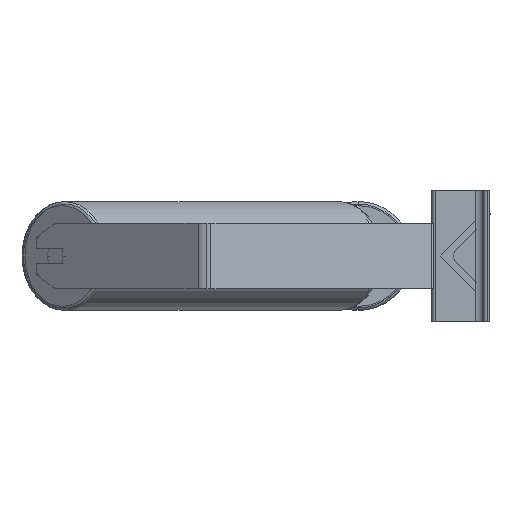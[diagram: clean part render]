
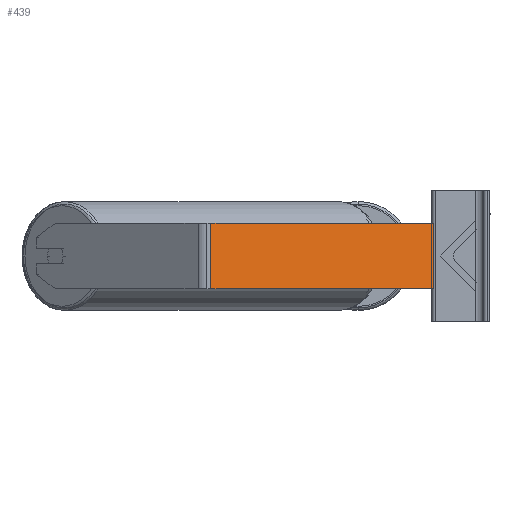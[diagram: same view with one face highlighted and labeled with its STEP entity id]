
A CAD part, left-side view. The second image highlights one B-rep face of the part: STEP entity #439.
In plain terms, the highlighted planar face has unit normal (-0.94, -0.342, 0).
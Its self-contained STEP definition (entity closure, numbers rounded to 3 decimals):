
#60 = LINE ( 'NONE', #6878, #9515 ) ;
#403 = DIRECTION ( 'NONE',  ( 0.94, 0.342, 0. ) ) ;
#439 = ADVANCED_FACE ( 'NONE', ( #3913 ), #2245, .F. ) ;
#654 = EDGE_LOOP ( 'NONE', ( #10607, #2517, #10465, #3111 ) ) ;
#1280 = VERTEX_POINT ( 'NONE', #4442 ) ;
#1557 = CARTESIAN_POINT ( 'NONE',  ( -787.518, 8.948, 40. ) ) ;
#1763 = VECTOR ( 'NONE', #7418, 1000. ) ;
#2071 = AXIS2_PLACEMENT_3D ( 'NONE', #7534, #403, #9908 ) ;
#2245 = PLANE ( 'NONE',  #2071 ) ;
#2347 = CARTESIAN_POINT ( 'NONE',  ( -886.359, 280.513, 40. ) ) ;
#2517 = ORIENTED_EDGE ( 'NONE', *, *, #9941, .F. ) ;
#2523 = CARTESIAN_POINT ( 'NONE',  ( -889.518, 289.193, -40. ) ) ;
#3111 = ORIENTED_EDGE ( 'NONE', *, *, #10421, .T. ) ;
#3240 = LINE ( 'NONE', #9247, #10755 ) ;
#3504 = CARTESIAN_POINT ( 'NONE',  ( -787.518, 8.948, -40. ) ) ;
#3842 = EDGE_CURVE ( 'NONE', #1280, #10909, #60, .T. ) ;
#3870 = DIRECTION ( 'NONE',  ( 0., 0., -1. ) ) ;
#3913 = FACE_OUTER_BOUND ( 'NONE', #654, .T. ) ;
#4161 = VERTEX_POINT ( 'NONE', #6473 ) ;
#4442 = CARTESIAN_POINT ( 'NONE',  ( -886.359, 280.513, 40. ) ) ;
#4736 = EDGE_CURVE ( 'NONE', #4161, #4767, #6177, .T. ) ;
#4767 = VERTEX_POINT ( 'NONE', #3504 ) ;
#5223 = DIRECTION ( 'NONE',  ( 0.342, -0.94, 0. ) ) ;
#5544 = VECTOR ( 'NONE', #9606, 1000. ) ;
#6177 = LINE ( 'NONE', #2523, #5544 ) ;
#6473 = CARTESIAN_POINT ( 'NONE',  ( -886.359, 280.513, -40. ) ) ;
#6878 = CARTESIAN_POINT ( 'NONE',  ( -889.518, 289.193, 40. ) ) ;
#7418 = DIRECTION ( 'NONE',  ( 0., 0., -1. ) ) ;
#7467 = LINE ( 'NONE', #2347, #1763 ) ;
#7534 = CARTESIAN_POINT ( 'NONE',  ( -889.518, 289.193, 40. ) ) ;
#9247 = CARTESIAN_POINT ( 'NONE',  ( -787.518, 8.948, 40. ) ) ;
#9515 = VECTOR ( 'NONE', #5223, 1000. ) ;
#9606 = DIRECTION ( 'NONE',  ( 0.342, -0.94, 0. ) ) ;
#9908 = DIRECTION ( 'NONE',  ( -0.342, 0.94, 0. ) ) ;
#9941 = EDGE_CURVE ( 'NONE', #10909, #4767, #3240, .T. ) ;
#10421 = EDGE_CURVE ( 'NONE', #1280, #4161, #7467, .T. ) ;
#10465 = ORIENTED_EDGE ( 'NONE', *, *, #3842, .F. ) ;
#10607 = ORIENTED_EDGE ( 'NONE', *, *, #4736, .T. ) ;
#10755 = VECTOR ( 'NONE', #3870, 1000. ) ;
#10909 = VERTEX_POINT ( 'NONE', #1557 ) ;
